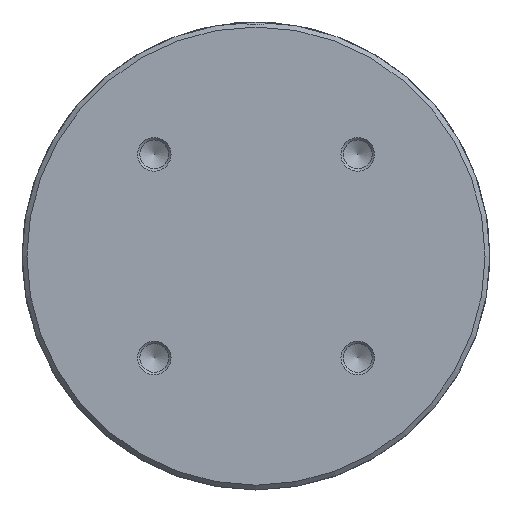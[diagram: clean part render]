
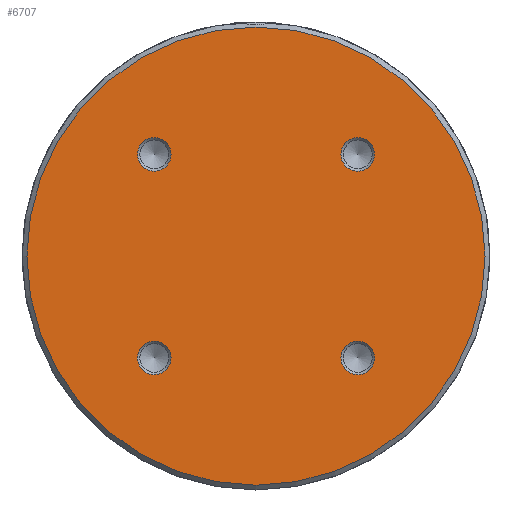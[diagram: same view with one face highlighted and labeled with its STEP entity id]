
A CAD part, front view. The second image highlights one B-rep face of the part: STEP entity #6707.
In plain terms, the highlighted face is planar.
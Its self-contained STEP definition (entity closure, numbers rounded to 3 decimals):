
#40 = DIRECTION ( 'NONE',  ( 0., 0., 1. ) ) ;
#41 = VERTEX_POINT ( 'NONE', #1546 ) ;
#215 = EDGE_CURVE ( 'NONE', #41, #41, #4834, .T. ) ;
#439 = CARTESIAN_POINT ( 'NONE',  ( 49.426, -42.426, 0. ) ) ;
#544 = DIRECTION ( 'NONE',  ( 1., 0., 0. ) ) ;
#676 = AXIS2_PLACEMENT_3D ( 'NONE', #1770, #4768, #1184 ) ;
#715 = AXIS2_PLACEMENT_3D ( 'NONE', #4731, #1152, #5321 ) ;
#938 = FACE_OUTER_BOUND ( 'NONE', #3062, .T. ) ;
#1015 = CARTESIAN_POINT ( 'NONE',  ( 49.426, 42.426, 0. ) ) ;
#1093 = CIRCLE ( 'NONE', #1162, 7. ) ;
#1128 = CARTESIAN_POINT ( 'NONE',  ( -42.426, 42.426, 0. ) ) ;
#1152 = DIRECTION ( 'NONE',  ( 0., 0., 1. ) ) ;
#1162 = AXIS2_PLACEMENT_3D ( 'NONE', #1128, #5297, #1729 ) ;
#1165 = ORIENTED_EDGE ( 'NONE', *, *, #4087, .T. ) ;
#1184 = DIRECTION ( 'NONE',  ( -1., 0., 0. ) ) ;
#1325 = DIRECTION ( 'NONE',  ( 0., 0., -1. ) ) ;
#1450 = EDGE_LOOP ( 'NONE', ( #5836 ) ) ;
#1546 = CARTESIAN_POINT ( 'NONE',  ( 95.5, 0., 0. ) ) ;
#1729 = DIRECTION ( 'NONE',  ( -1., 0., 0. ) ) ;
#1741 = CIRCLE ( 'NONE', #3313, 7. ) ;
#1770 = CARTESIAN_POINT ( 'NONE',  ( 0., 0., 0. ) ) ;
#2544 = CIRCLE ( 'NONE', #7444, 7. ) ;
#2783 = CARTESIAN_POINT ( 'NONE',  ( -49.426, -42.426, 0. ) ) ;
#2971 = PLANE ( 'NONE',  #676 ) ;
#2985 = FACE_BOUND ( 'NONE', #6024, .T. ) ;
#2995 = FACE_BOUND ( 'NONE', #1450, .T. ) ;
#3062 = EDGE_LOOP ( 'NONE', ( #5657 ) ) ;
#3083 = FACE_BOUND ( 'NONE', #5240, .T. ) ;
#3227 = CIRCLE ( 'NONE', #7197, 7. ) ;
#3313 = AXIS2_PLACEMENT_3D ( 'NONE', #7646, #4089, #544 ) ;
#3460 = FACE_BOUND ( 'NONE', #6905, .T. ) ;
#3581 = CARTESIAN_POINT ( 'NONE',  ( -42.426, -42.426, 0. ) ) ;
#3691 = EDGE_CURVE ( 'NONE', #7243, #7243, #3227, .T. ) ;
#4087 = EDGE_CURVE ( 'NONE', #7051, #7051, #2544, .T. ) ;
#4089 = DIRECTION ( 'NONE',  ( 0., 0., 1. ) ) ;
#4168 = DIRECTION ( 'NONE',  ( -1., 0., 0. ) ) ;
#4321 = EDGE_CURVE ( 'NONE', #7032, #7032, #1741, .T. ) ;
#4588 = EDGE_CURVE ( 'NONE', #6929, #6929, #1093, .T. ) ;
#4731 = CARTESIAN_POINT ( 'NONE',  ( 0., 0., 0. ) ) ;
#4768 = DIRECTION ( 'NONE',  ( 0., 0., -1. ) ) ;
#4834 = CIRCLE ( 'NONE', #715, 95.5 ) ;
#4915 = CARTESIAN_POINT ( 'NONE',  ( 42.426, -42.426, 0. ) ) ;
#5240 = EDGE_LOOP ( 'NONE', ( #7330 ) ) ;
#5297 = DIRECTION ( 'NONE',  ( 0., 0., -1. ) ) ;
#5321 = DIRECTION ( 'NONE',  ( 1., 0., 0. ) ) ;
#5513 = DIRECTION ( 'NONE',  ( 1., 0., 0. ) ) ;
#5657 = ORIENTED_EDGE ( 'NONE', *, *, #215, .T. ) ;
#5775 = CARTESIAN_POINT ( 'NONE',  ( -49.426, 42.426, 0. ) ) ;
#5836 = ORIENTED_EDGE ( 'NONE', *, *, #3691, .F. ) ;
#6024 = EDGE_LOOP ( 'NONE', ( #1165 ) ) ;
#6707 = ADVANCED_FACE ( 'NONE', ( #2995, #3083, #2985, #3460, #938 ), #2971, .F. ) ;
#6905 = EDGE_LOOP ( 'NONE', ( #6963 ) ) ;
#6929 = VERTEX_POINT ( 'NONE', #5775 ) ;
#6963 = ORIENTED_EDGE ( 'NONE', *, *, #4321, .F. ) ;
#7032 = VERTEX_POINT ( 'NONE', #1015 ) ;
#7051 = VERTEX_POINT ( 'NONE', #439 ) ;
#7197 = AXIS2_PLACEMENT_3D ( 'NONE', #3581, #40, #4168 ) ;
#7243 = VERTEX_POINT ( 'NONE', #2783 ) ;
#7330 = ORIENTED_EDGE ( 'NONE', *, *, #4588, .T. ) ;
#7444 = AXIS2_PLACEMENT_3D ( 'NONE', #4915, #1325, #5513 ) ;
#7646 = CARTESIAN_POINT ( 'NONE',  ( 42.426, 42.426, 0. ) ) ;
